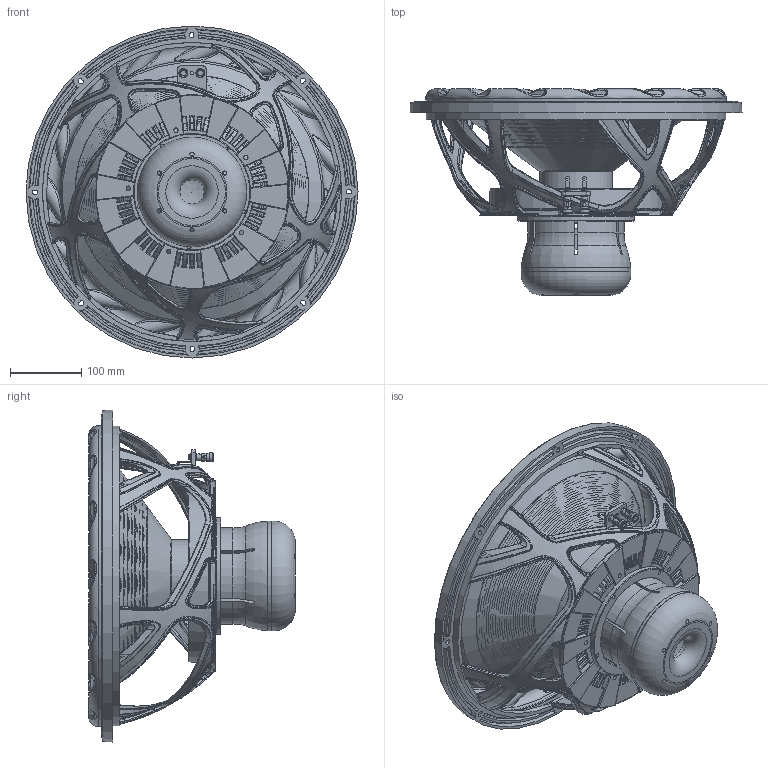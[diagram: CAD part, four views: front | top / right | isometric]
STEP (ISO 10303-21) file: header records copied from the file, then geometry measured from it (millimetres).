
FILE_DESCRIPTION (( 'STEP AP203' ), '1' );
FILE_NAME ('304B 3D.STEP', '2023-05-17T08:22:04', ( '' ), ( '' ), 'SwSTEP 2.0', 'SolidWorks 2020', '' );
FILE_SCHEMA (( 'CONFIG_CONTROL_DESIGN' ));
Length unit declared in the file: millimetre
Products named in the file (1): 304B 3D
Bounding box: 467.57 x 291.06 x 467.57 mm (x, y, z)
Surface area: 1073523.8 mm2 (no closed solid volume)
Topology: 0 solids, 31 shells, 1564 faces, 5135 edges, 3418 vertices
Faces by surface type: bspline 581, cylinder 371, torus 255, plane 245, cone 104, sphere 8
Full cylindrical faces by diameter (mm): 2 x3, 4.5 x1, 5 x10, 6 x6, 6.2 x8, 6.5 x5, 8 x2, 9.6 x2, 9.8 x1, 9.85 x2, 10 x2, 11 x3, 11.2 x2, 11.4 x2, 12.8 x2, 34 x1, 101.7 x1, 104 x1, 117.5 x1, 154.2 x1, 165 x1, 368 x1, 370 x1, 410 x1, 422 x1, 424 x1, 430 x1
Entity records: 128118 total; most frequent: CARTESIAN_POINT 90234, ORIENTED_EDGE 8152, DIRECTION 6272, EDGE_CURVE 4855, VERTEX_POINT 3324, AXIS2_PLACEMENT_3D 2594, B_SPLINE_CURVE_WITH_KNOTS 2152, EDGE_LOOP 1972
